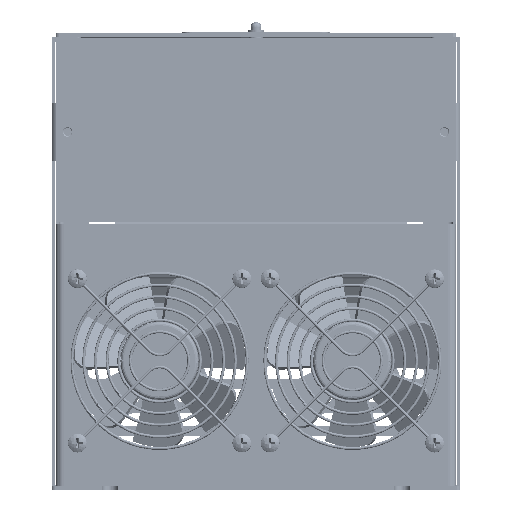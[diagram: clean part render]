
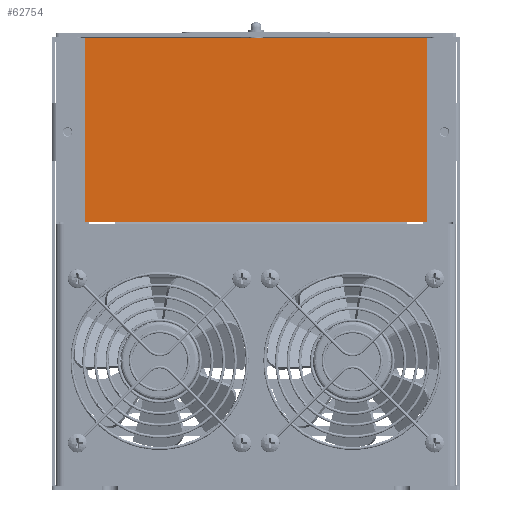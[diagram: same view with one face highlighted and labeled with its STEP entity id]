
A CAD part, front view. The second image highlights one B-rep face of the part: STEP entity #62754.
In plain terms, the highlighted face is planar.
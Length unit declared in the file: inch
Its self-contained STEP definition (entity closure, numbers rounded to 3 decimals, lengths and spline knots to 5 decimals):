
#5362 = VERTEX_POINT ( 'NONE', #55768 ) ;
#7712 = EDGE_CURVE ( 'NONE', #5362, #105946, #151049, .T. ) ;
#8034 = LINE ( 'NONE', #126962, #123758 ) ;
#12327 = VERTEX_POINT ( 'NONE', #45981 ) ;
#16010 = LINE ( 'NONE', #132050, #133037 ) ;
#16381 = CARTESIAN_POINT ( 'NONE',  ( 0., 3.15, 0. ) ) ;
#22018 = PLANE ( 'NONE',  #78571 ) ;
#29941 = CARTESIAN_POINT ( 'NONE',  ( 0.5, 0., 0. ) ) ;
#32935 = VECTOR ( 'NONE', #76348, 39.37008 ) ;
#37738 = FACE_OUTER_BOUND ( 'NONE', #119526, .T. ) ;
#45258 = DIRECTION ( 'NONE',  ( 0., -1., 0. ) ) ;
#45981 = CARTESIAN_POINT ( 'NONE',  ( 6.36, 0., 0. ) ) ;
#55768 = CARTESIAN_POINT ( 'NONE',  ( 6.36, 3.15, 0. ) ) ;
#62754 = ADVANCED_FACE ( 'NONE', ( #37738 ), #22018, .F. ) ;
#67008 = DIRECTION ( 'NONE',  ( 1., 0., 0. ) ) ;
#73760 = LINE ( 'NONE', #90422, #149762 ) ;
#76348 = DIRECTION ( 'NONE',  ( -1., 0., 0. ) ) ;
#78571 = AXIS2_PLACEMENT_3D ( 'NONE', #156645, #112404, #113383 ) ;
#84256 = VERTEX_POINT ( 'NONE', #29941 ) ;
#87260 = ORIENTED_EDGE ( 'NONE', *, *, #129024, .F. ) ;
#90422 = CARTESIAN_POINT ( 'NONE',  ( 6.36, 0., 0. ) ) ;
#92238 = ORIENTED_EDGE ( 'NONE', *, *, #110031, .F. ) ;
#105946 = VERTEX_POINT ( 'NONE', #111564 ) ;
#110031 = EDGE_CURVE ( 'NONE', #5362, #12327, #73760, .T. ) ;
#111564 = CARTESIAN_POINT ( 'NONE',  ( 0.5, 3.15, 0. ) ) ;
#112404 = DIRECTION ( 'NONE',  ( 0., 0., -1. ) ) ;
#113383 = DIRECTION ( 'NONE',  ( -1., 0., 0. ) ) ;
#119526 = EDGE_LOOP ( 'NONE', ( #92238, #171780, #87260, #194301 ) ) ;
#123758 = VECTOR ( 'NONE', #67008, 39.37008 ) ;
#126962 = CARTESIAN_POINT ( 'NONE',  ( 0., 0., 0. ) ) ;
#129024 = EDGE_CURVE ( 'NONE', #84256, #105946, #16010, .T. ) ;
#132050 = CARTESIAN_POINT ( 'NONE',  ( 0.5, 0., 0. ) ) ;
#133037 = VECTOR ( 'NONE', #192978, 39.37008 ) ;
#149762 = VECTOR ( 'NONE', #45258, 39.37008 ) ;
#151049 = LINE ( 'NONE', #16381, #32935 ) ;
#156645 = CARTESIAN_POINT ( 'NONE',  ( 0., 0., 0. ) ) ;
#171780 = ORIENTED_EDGE ( 'NONE', *, *, #7712, .T. ) ;
#181672 = EDGE_CURVE ( 'NONE', #84256, #12327, #8034, .T. ) ;
#192978 = DIRECTION ( 'NONE',  ( 0., 1., 0. ) ) ;
#194301 = ORIENTED_EDGE ( 'NONE', *, *, #181672, .T. ) ;
